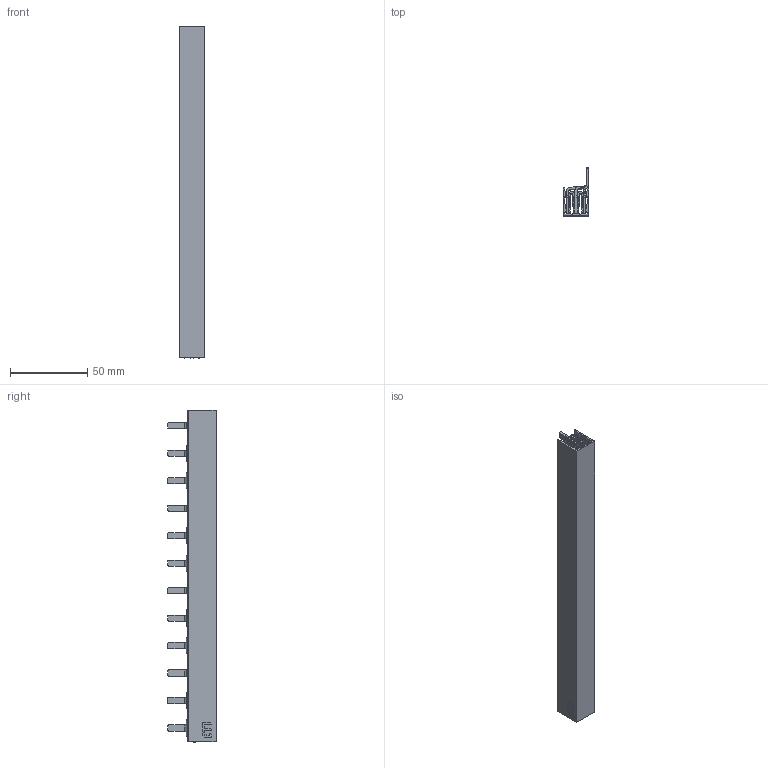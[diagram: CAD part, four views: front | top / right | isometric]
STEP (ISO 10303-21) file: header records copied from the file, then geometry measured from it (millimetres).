
FILE_DESCRIPTION((''),'2;1');
FILE_NAME('IZS16_3F_ASM','2021-04-02T',('marketing.praksa'),('Audax d.o.o.'),'CREO PARAMETRIC BY PTC INC, 2017480','CREO PARAMETRIC BY PTC INC, 2017480','');
FILE_SCHEMA(('AUTOMOTIVE_DESIGN { 1 0 10303 214 1 1 1 1 }'));
Length unit declared in the file: millimetre
Products named in the file (6): S3F-16_02_01_SZYNA1_REV_00; S3F-16_02_03_SZYNA_3_REV_00; PRT0159; S3F-16_02_02_SZYNA2_REV_00; BASE_12; IZS16_3F_ASM
Assembly tree (5 placements, depth 2):
  IZS16_3F_ASM
    S3F-16_02_01_SZYNA1_REV_00
    S3F-16_02_03_SZYNA_3_REV_00
    PRT0159
    S3F-16_02_02_SZYNA2_REV_00
    BASE_12
Bounding box: 16.5 x 31.2 x 215 mm (x, y, z)
Volume: 35273.1 mm3; surface area: 65946.4 mm2
Topology: 7 solids, 7 shells, 494 faces, 1441 edges, 964 vertices
Faces by surface type: plane 251, cylinder 243
Entity records: 24418 total; most frequent: CARTESIAN_POINT 2996, DIRECTION 2931, ORIENTED_EDGE 2882, PRESENTATION_STYLE_ASSIGNMENT 1792, STYLED_ITEM 1792, EDGE_CURVE 1441, CURVE_STYLE 1297, AXIS2_PLACEMENT_3D 1001
